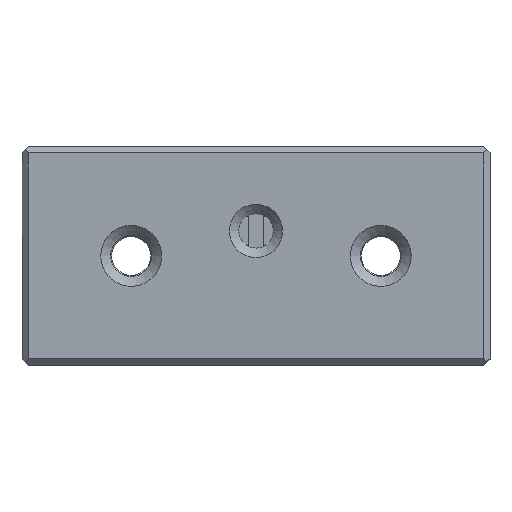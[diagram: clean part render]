
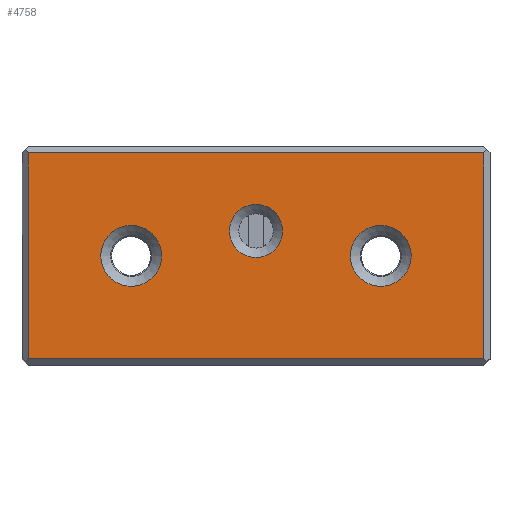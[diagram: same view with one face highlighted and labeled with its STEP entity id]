
A CAD part, top view. The second image highlights one B-rep face of the part: STEP entity #4758.
In plain terms, the highlighted planar face has unit normal (0, 0, 1).
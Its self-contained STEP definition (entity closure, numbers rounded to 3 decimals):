
#4649=FACE_BOUND('',#6628,.T.);
#4650=FACE_BOUND('',#6629,.T.);
#4651=FACE_BOUND('',#6630,.T.);
#4652=FACE_BOUND('',#6631,.T.);
#4758=ADVANCED_FACE('',(#4649,#4650,#4651,#4652),#5438,.T.);
#5438=PLANE('',#16808);
#6628=EDGE_LOOP('',(#7945));
#6629=EDGE_LOOP('',(#7946));
#6630=EDGE_LOOP('',(#7947));
#6631=EDGE_LOOP('',(#7948,#7949,#7950,#7951));
#7347=CIRCLE('',#16805,0.85);
#7348=CIRCLE('',#16806,0.975);
#7349=CIRCLE('',#16807,0.975);
#7945=ORIENTED_EDGE('',*,*,#12709,.T.);
#7946=ORIENTED_EDGE('',*,*,#12710,.T.);
#7947=ORIENTED_EDGE('',*,*,#12711,.T.);
#7948=ORIENTED_EDGE('',*,*,#12712,.T.);
#7949=ORIENTED_EDGE('',*,*,#12713,.T.);
#7950=ORIENTED_EDGE('',*,*,#12714,.T.);
#7951=ORIENTED_EDGE('',*,*,#12715,.T.);
#11485=VERTEX_POINT('',#21369);
#11486=VERTEX_POINT('',#21371);
#11487=VERTEX_POINT('',#21373);
#11488=VERTEX_POINT('',#21375);
#11489=VERTEX_POINT('',#21376);
#11490=VERTEX_POINT('',#21378);
#11491=VERTEX_POINT('',#21380);
#12709=EDGE_CURVE('',#11485,#11485,#7347,.T.);
#12710=EDGE_CURVE('',#11486,#11486,#7348,.T.);
#12711=EDGE_CURVE('',#11487,#11487,#7349,.T.);
#12712=EDGE_CURVE('',#11488,#11489,#14333,.T.);
#12713=EDGE_CURVE('',#11489,#11490,#14334,.T.);
#12714=EDGE_CURVE('',#11490,#11491,#14335,.T.);
#12715=EDGE_CURVE('',#11491,#11488,#14336,.T.);
#14333=LINE('',#21374,#15721);
#14334=LINE('',#21377,#15722);
#14335=LINE('',#21379,#15723);
#14336=LINE('',#21381,#15724);
#15721=VECTOR('',#17760,1.);
#15722=VECTOR('',#17761,1.);
#15723=VECTOR('',#17762,1.);
#15724=VECTOR('',#17763,1.);
#16805=AXIS2_PLACEMENT_3D('',#21368,#17754,#17755);
#16806=AXIS2_PLACEMENT_3D('',#21370,#17756,#17757);
#16807=AXIS2_PLACEMENT_3D('',#21372,#17758,#17759);
#16808=AXIS2_PLACEMENT_3D('',#21382,#17764,#17765);
#17754=DIRECTION('',(0.,0.,-1.));
#17755=DIRECTION('',(-1.,0.,0.));
#17756=DIRECTION('',(0.,0.,-1.));
#17757=DIRECTION('',(-1.,0.,0.));
#17758=DIRECTION('',(0.,0.,-1.));
#17759=DIRECTION('',(-1.,0.,0.));
#17760=DIRECTION('',(-1.,0.,0.));
#17761=DIRECTION('',(0.,-1.,0.));
#17762=DIRECTION('',(1.,0.,0.));
#17763=DIRECTION('',(0.,1.,0.));
#17764=DIRECTION('',(0.,0.,1.));
#17765=DIRECTION('',(-1.,0.,0.));
#21368=CARTESIAN_POINT('',(7.5,2.8,4.));
#21369=CARTESIAN_POINT('',(6.65,2.8,4.));
#21370=CARTESIAN_POINT('',(11.5,2.,4.));
#21371=CARTESIAN_POINT('',(10.525,2.,4.));
#21372=CARTESIAN_POINT('',(3.5,2.,4.));
#21373=CARTESIAN_POINT('',(2.525,2.,4.));
#21374=CARTESIAN_POINT('',(7.5,5.3,4.));
#21375=CARTESIAN_POINT('',(14.8,5.3,4.));
#21376=CARTESIAN_POINT('',(0.2,5.3,4.));
#21377=CARTESIAN_POINT('',(0.2,2.,4.));
#21378=CARTESIAN_POINT('',(0.2,-1.3,4.));
#21379=CARTESIAN_POINT('',(7.5,-1.3,4.));
#21380=CARTESIAN_POINT('',(14.8,-1.3,4.));
#21381=CARTESIAN_POINT('',(14.8,2.,4.));
#21382=CARTESIAN_POINT('',(7.5,2.,4.));
